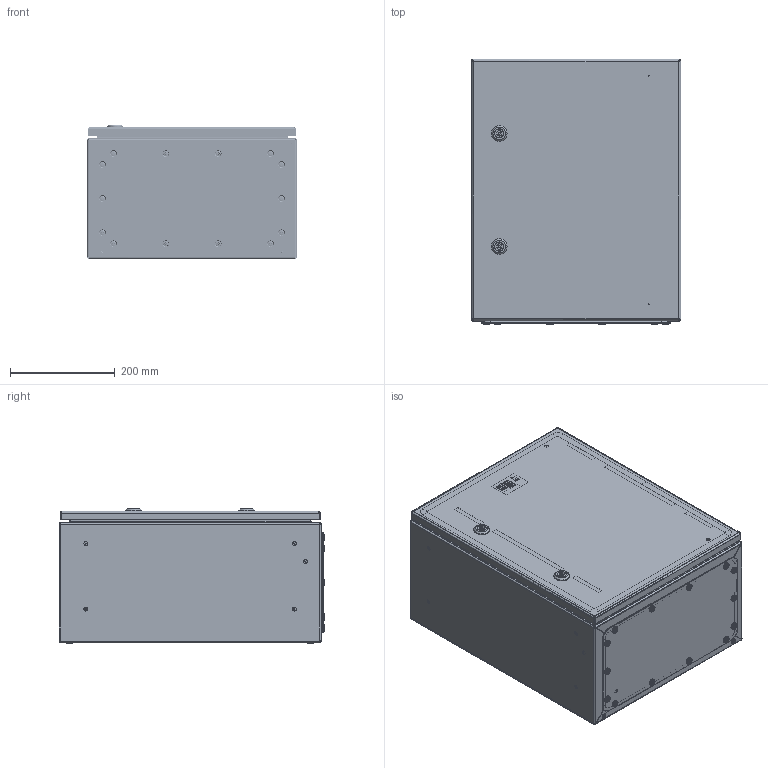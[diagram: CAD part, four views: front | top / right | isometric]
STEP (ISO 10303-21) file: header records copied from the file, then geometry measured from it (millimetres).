
FILE_DESCRIPTION (( 'STEP AP203' ), '1' );
FILE_NAME ('U2860050403 Êîðïóñ UC2M 50.40.25 IP66 (752.000.286).STEP', '2022-04-29T07:51:57', ( '' ), ( '' ), 'SwSTEP 2.0', 'SolidWorks 2017', '' );
FILE_SCHEMA (( 'CONFIG_CONTROL_DESIGN' ));
Length unit declared in the file: millimetre
Products named in the file (38): 椻壚樇襝鴀 Mesan 33; 嵑殧趌11371_5; 蹴濋趌5915_M5; 008-399 Ñòåíêà ïðîôèëüíàÿ UC2_08 (50.40.25); U2860050403 扻豵鵨 UC2M 50.40.25 IP66 (752.000.286); ч蜱齁罻 ST-9; 019-99 Ïëàíêà z-îáðàçíàÿ_00 (50); ч蜱齁罻 ST-6; Óïëîòíèòåëü ÏÏÓ äâåðêè UC2_17 (50.40); 000.113.104 忺謤僔 UC2_08 (50.40.25); Øïèëüêà ðåçüáîâàÿ Ì6_Œ8å30; 040-116 Âèíò ñïåöèàëüíûé ST 4,8x9; 000.241.255 署赅 UC2_02 (40.25); 000.207.185 攜歑罻 UC2_02 (50.40); 蹴濋趌5915_M8; 010-325 Ïàíåëü ìîíòàæíàÿ UC2_08 (50.40.25); 003-393 Ñòåíêà íèæíÿÿ UC2_03 (00.40); Øïèëüêà çàçåìëåíèÿ CKF CS_Œ6å16; Øòèôò ïåòëè 4-119 Dirak; 嵑殧趌11371_8; 嵑殧趌6402_8; Îñíîâàíèå ïåòëè 4-119 Dirak; 012-1794 眈翴錪 鳱歑膱 UC2_02 (50.40); 027-187 署赅 UC2_02 (40.25); 000.210.362 Îñíîâàíèå äâåðêè UC2_02 (50.40); Øàéáà íåéëîí Ø028_Œ6; 鎔艜_17473_M6x12; ﾇ瑟鶴 Mesan 060-1-1-13-33_00; Ïåòëÿ 4-119 Dirak_00; 扻豵鵨_п-1; Óïëîòíèòåëü ÏÏÓ êðûøêè UC2Ì_11 (40.25); Ñòîïîðíàÿ âòóëêà ïåòëè 4-119 Dirak; Âòóëêà ïåòëè 4-119 Dirak; Øïèëüêà ðåçüáîâàÿ Ì6_Œ6å12; 056-272 椯鴀殣罻 UC2_08 (50.40.25); 嵑殧趌11371_6; Øàéáà íåéëîí Ø028_Œ5; 000.241.254 署赅 UC2_02 (40.25)
Assembly tree (116 placements, depth 4):
  U2860050403 扻豵鵨 UC2M 50.40.25 IP66 (752.000.286)
    000.113.104 忺謤僔 UC2_08 (50.40.25)
      008-399 Ñòåíêà ïðîôèëüíàÿ UC2_08 (50.40.25)
      003-393 Ñòåíêà íèæíÿÿ UC2_03 (00.40)
      Øïèëüêà ðåçüáîâàÿ Ì6_Œ8å30  x4
      Øïèëüêà ðåçüáîâàÿ Ì6_Œ6å12  x8
      Øïèëüêà çàçåìëåíèÿ CKF CS_Œ6å16  x2
    000.207.185 攜歑罻 UC2_02 (50.40)
      000.210.362 Îñíîâàíèå äâåðêè UC2_02 (50.40)
        012-1794 眈翴錪 鳱歑膱 UC2_02 (50.40)
        019-99 Ïëàíêà z-îáðàçíàÿ_00 (50)  x2
        Âòóëêà ïåòëè 4-119 Dirak  x2
        Øïèëüêà çàçåìëåíèÿ CKF CS_Œ6å16  x2
      Óïëîòíèòåëü ÏÏÓ äâåðêè UC2_17 (50.40)
      ﾇ瑟鶴 Mesan 060-1-1-13-33_00  x2
        扻豵鵨_п-1
        椻壚樇襝鴀 Mesan 33
        嵑殧趌11371_6
        鎔艜_17473_M6x12
    Ïåòëÿ 4-119 Dirak_00  x2
      Âòóëêà ïåòëè 4-119 Dirak
      Øòèôò ïåòëè 4-119 Dirak
      Îñíîâàíèå ïåòëè 4-119 Dirak
      Ñòîïîðíàÿ âòóëêà ïåòëè 4-119 Dirak
    嵑殧趌11371_5  x4
    Øàéáà íåéëîí Ø028_Œ5  x4
    蹴濋趌5915_M5  x4
    ч蜱齁罻 ST-6  x6
    ч蜱齁罻 ST-9  x4
    010-325 Ïàíåëü ìîíòàæíàÿ UC2_08 (50.40.25)
    蹴濋趌5915_M8  x12
    嵑殧趌11371_8  x4
    嵑殧趌6402_8  x4
    000.241.254 署赅 UC2_02 (40.25)
      000.241.255 署赅 UC2_02 (40.25)
        027-187 署赅 UC2_02 (40.25)
        Øïèëüêà çàçåìëåíèÿ CKF CS_Œ6å16
      Óïëîòíèòåëü ÏÏÓ êðûøêè UC2Ì_11 (40.25)
    040-116 Âèíò ñïåöèàëüíûé ST 4,8x9  x14
    Øàéáà íåéëîí Ø028_Œ6  x14
    056-272 椯鴀殣罻 UC2_08 (50.40.25)
Bounding box: 400.6 x 507.22 x 257.25 mm (x, y, z)
Volume: 1880472.2 mm3; surface area: 2340751.2 mm2
Topology: 115 solids, 117 shells, 5088 faces, 11911 edges, 7244 vertices
Faces by surface type: plane 1792, cylinder 1374, bspline 1126, cone 326, sphere 248, torus 222
Entity records: 109221 total; most frequent: CARTESIAN_POINT 49866, ORIENTED_EDGE 11764, DIRECTION 9285, EDGE_CURVE 5882, VERTEX_POINT 3782, VECTOR 3473, LINE 3473, AXIS2_PLACEMENT_3D 2906
